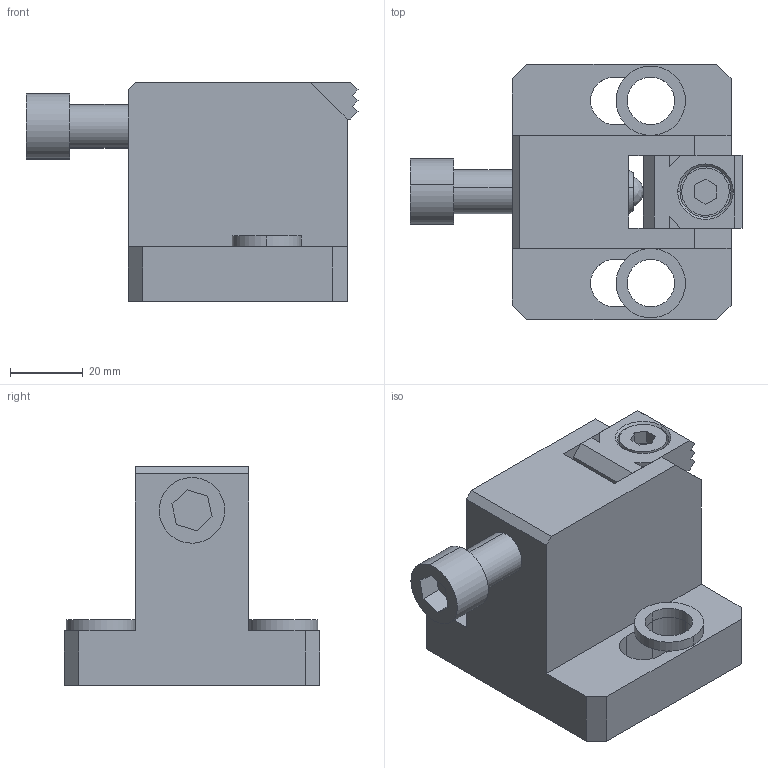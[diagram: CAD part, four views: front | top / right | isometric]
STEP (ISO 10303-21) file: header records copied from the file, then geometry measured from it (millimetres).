
FILE_DESCRIPTION (( 'STEP AP203' ), '1' );
FILE_NAME ('cp101-12060.STEP', '2021-10-25T23:49:23', ( '' ), ( '' ), 'SwSTEP 2.0', 'SolidWorks 2020', '' );
FILE_SCHEMA (( 'CONFIG_CONTROL_DESIGN' ));
Length unit declared in the file: millimetre
Products named in the file (5): cp101-12060; cp101-12060_01; cp101-12060_03; cp101-12060_04; cp101-12060_02
Assembly tree (4 placements, depth 2):
  cp101-12060
    cp101-12060_01
    cp101-12060_02
    cp101-12060_03
    cp101-12060_04
Bounding box: 91 x 70 x 60 mm (x, y, z)
Volume: 134575.6 mm3; surface area: 34088.7 mm2
Topology: 4 solids, 6 shells, 141 faces, 346 edges, 230 vertices
Faces by surface type: plane 90, cylinder 40, cone 10, bspline 1
Entity records: 4780 total; most frequent: CARTESIAN_POINT 805, DIRECTION 734, ORIENTED_EDGE 692, EDGE_CURVE 346, LINE 248, VECTOR 248, AXIS2_PLACEMENT_3D 243, VERTEX_POINT 230
